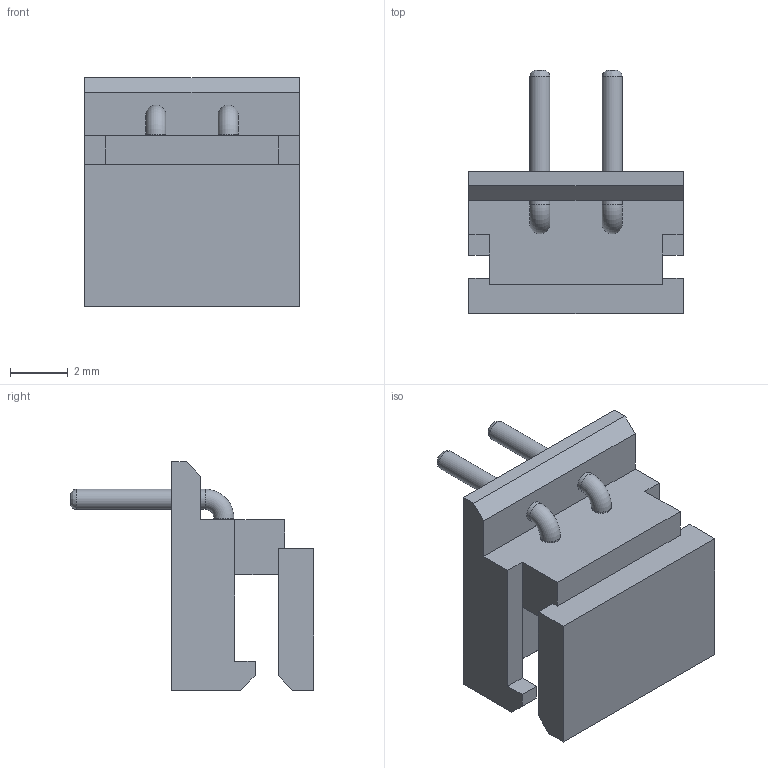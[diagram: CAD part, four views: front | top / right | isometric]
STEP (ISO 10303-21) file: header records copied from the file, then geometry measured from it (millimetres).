
FILE_DESCRIPTION(/* description */ (''),/* implementation_level */ '2;1');
FILE_NAME(/* name */ '22057025wbm000_01_214.stp',/* time_stamp */ '2022-03-14T15:30:56+05:00',/* author */ (''),/* organization */ (''),/* preprocessor_version */ 'ST-DEVELOPER v16.7',/* originating_system */ 'SIEMENS PLM Software NX 1919',/* authorisation */ '');
FILE_SCHEMA (('AUTOMOTIVE_DESIGN { 1 0 10303 214 3 1 1 1 }'));
Length unit declared in the file: millimetre
Products named in the file (1): 22057025wbm000_01
Bounding box: 7.4 x 8.4 x 7.9 mm (x, y, z)
Volume: 130.4 mm3; surface area: 337.5 mm2
Topology: 1 solids, 1 shells, 62 faces, 162 edges, 106 vertices
Faces by surface type: plane 50, cylinder 8, torus 2, bspline 2
Full cylindrical faces by diameter (mm): 0.7 x8
Entity records: 1840 total; most frequent: CARTESIAN_POINT 361, ORIENTED_EDGE 288, DIRECTION 284, EDGE_CURVE 144, LINE 126, VECTOR 126, VERTEX_POINT 100, EDGE_LOOP 82
